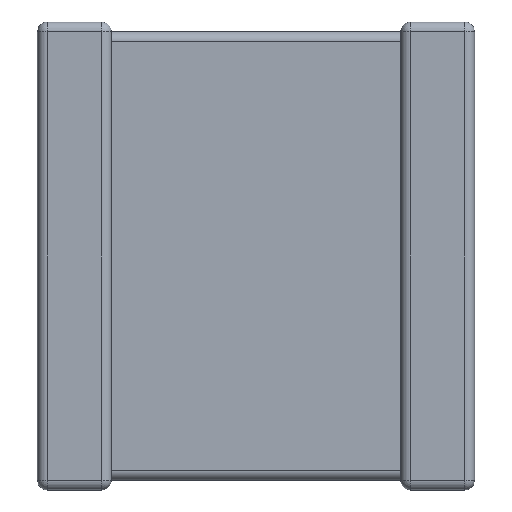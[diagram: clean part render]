
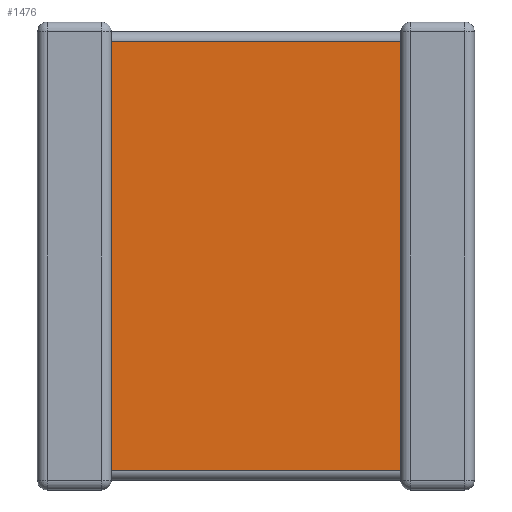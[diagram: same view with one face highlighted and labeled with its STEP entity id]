
A CAD part, front view. The second image highlights one B-rep face of the part: STEP entity #1476.
In plain terms, the highlighted planar face has unit normal (0, -1, 0).
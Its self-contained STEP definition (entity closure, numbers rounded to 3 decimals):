
#184 = CARTESIAN_POINT ( 'NONE',  ( 1.67, 0.22, -10.6 ) ) ;
#202 = PLANE ( 'NONE',  #1323 ) ;
#233 = DIRECTION ( 'NONE',  ( 0., -1., 0. ) ) ;
#285 = CARTESIAN_POINT ( 'NONE',  ( 8.23, 0.22, -10.159 ) ) ;
#560 = VERTEX_POINT ( 'NONE', #1025 ) ;
#660 = EDGE_CURVE ( 'NONE', #754, #2327, #3567, .T. ) ;
#686 = DIRECTION ( 'NONE',  ( -1., 0., 0. ) ) ;
#754 = VERTEX_POINT ( 'NONE', #4140 ) ;
#1025 = CARTESIAN_POINT ( 'NONE',  ( 1.67, 0.22, -0.441 ) ) ;
#1190 = LINE ( 'NONE', #184, #1623 ) ;
#1245 = FACE_OUTER_BOUND ( 'NONE', #2896, .T. ) ;
#1323 = AXIS2_PLACEMENT_3D ( 'NONE', #1408, #233, #4475 ) ;
#1408 = CARTESIAN_POINT ( 'NONE',  ( 1.67, 0.22, -10.6 ) ) ;
#1431 = EDGE_CURVE ( 'NONE', #2330, #560, #1190, .T. ) ;
#1476 = ADVANCED_FACE ( 'NONE', ( #1245 ), #202, .T. ) ;
#1623 = VECTOR ( 'NONE', #3385, 1000. ) ;
#1727 = LINE ( 'NONE', #285, #2104 ) ;
#1974 = EDGE_CURVE ( 'NONE', #2330, #754, #1727, .T. ) ;
#2007 = ORIENTED_EDGE ( 'NONE', *, *, #660, .T. ) ;
#2036 = DIRECTION ( 'NONE',  ( 0., 0., 1. ) ) ;
#2104 = VECTOR ( 'NONE', #2945, 1000. ) ;
#2327 = VERTEX_POINT ( 'NONE', #4497 ) ;
#2330 = VERTEX_POINT ( 'NONE', #4158 ) ;
#2494 = ORIENTED_EDGE ( 'NONE', *, *, #2694, .T. ) ;
#2598 = VECTOR ( 'NONE', #2036, 1000. ) ;
#2694 = EDGE_CURVE ( 'NONE', #2327, #560, #4333, .T. ) ;
#2896 = EDGE_LOOP ( 'NONE', ( #3642, #2983, #2007, #2494 ) ) ;
#2945 = DIRECTION ( 'NONE',  ( 1., 0., 0. ) ) ;
#2983 = ORIENTED_EDGE ( 'NONE', *, *, #1974, .T. ) ;
#3165 = CARTESIAN_POINT ( 'NONE',  ( 1.67, 0.22, -0.441 ) ) ;
#3385 = DIRECTION ( 'NONE',  ( 0., 0., 1. ) ) ;
#3393 = VECTOR ( 'NONE', #686, 1000. ) ;
#3525 = CARTESIAN_POINT ( 'NONE',  ( 8.23, 0.22, -10.6 ) ) ;
#3567 = LINE ( 'NONE', #3525, #2598 ) ;
#3642 = ORIENTED_EDGE ( 'NONE', *, *, #1431, .F. ) ;
#4140 = CARTESIAN_POINT ( 'NONE',  ( 8.23, 0.22, -10.159 ) ) ;
#4158 = CARTESIAN_POINT ( 'NONE',  ( 1.67, 0.22, -10.159 ) ) ;
#4333 = LINE ( 'NONE', #3165, #3393 ) ;
#4475 = DIRECTION ( 'NONE',  ( 0., 0., -1. ) ) ;
#4497 = CARTESIAN_POINT ( 'NONE',  ( 8.23, 0.22, -0.441 ) ) ;
